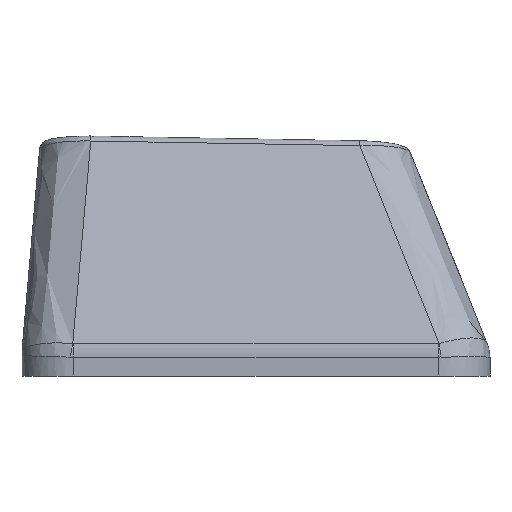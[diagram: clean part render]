
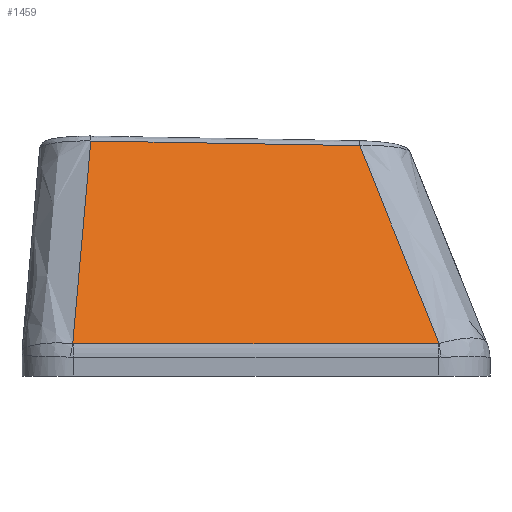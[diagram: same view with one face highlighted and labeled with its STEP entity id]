
A CAD part, left-side view. The second image highlights one B-rep face of the part: STEP entity #1459.
In plain terms, the highlighted free-form (B-spline) face has degree [3, 3] with [4, 4] control points.
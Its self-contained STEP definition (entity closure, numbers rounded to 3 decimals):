
#208=B_SPLINE_SURFACE_WITH_KNOTS('',3,3,((#2802,#2803,#2804,#2805),(#2806,
#2807,#2808,#2809),(#2810,#2811,#2812,#2813),(#2814,#2815,#2816,#2817)),
 .UNSPECIFIED.,.F.,.F.,.F.,(4,4),(4,4),(0.104,0.892),
(0.028,0.97),.UNSPECIFIED.);
#257=FACE_OUTER_BOUND('',#339,.T.);
#339=EDGE_LOOP('',(#1126,#1127,#1128,#1129,#1130,#1131));
#454=B_SPLINE_CURVE_WITH_KNOTS('',3,(#2504,#2505,#2506,#2507),
 .UNSPECIFIED.,.F.,.F.,(4,4),(0.,0.003),
 .UNSPECIFIED.);
#456=B_SPLINE_CURVE_WITH_KNOTS('',3,(#2531,#2532,#2533,#2534),
 .UNSPECIFIED.,.F.,.F.,(4,4),(0.,1.416),.UNSPECIFIED.);
#458=B_SPLINE_CURVE_WITH_KNOTS('',3,(#2558,#2559,#2560,#2561),
 .UNSPECIFIED.,.F.,.F.,(4,4),(0.,0.003),
 .UNSPECIFIED.);
#473=B_SPLINE_CURVE_WITH_KNOTS('',3,(#2819,#2820,#2821,#2822),
 .UNSPECIFIED.,.F.,.F.,(4,4),(0.027,0.904),
 .UNSPECIFIED.);
#474=B_SPLINE_CURVE_WITH_KNOTS('',3,(#2824,#2825,#2826,#2827),
 .UNSPECIFIED.,.F.,.F.,(4,4),(-1.044,0.),
 .UNSPECIFIED.);
#475=B_SPLINE_CURVE_WITH_KNOTS('',3,(#2828,#2829,#2830,#2831),
 .UNSPECIFIED.,.F.,.F.,(4,4),(-0.867,-0.025),
 .UNSPECIFIED.);
#620=VERTEX_POINT('',#2466);
#622=VERTEX_POINT('',#2497);
#624=VERTEX_POINT('',#2524);
#626=VERTEX_POINT('',#2551);
#642=VERTEX_POINT('',#2818);
#643=VERTEX_POINT('',#2823);
#796=EDGE_CURVE('',#620,#622,#454,.T.);
#799=EDGE_CURVE('',#622,#624,#456,.T.);
#802=EDGE_CURVE('',#624,#626,#458,.T.);
#826=EDGE_CURVE('',#642,#620,#473,.T.);
#827=EDGE_CURVE('',#643,#642,#474,.T.);
#828=EDGE_CURVE('',#626,#643,#475,.T.);
#1126=ORIENTED_EDGE('',*,*,#802,.F.);
#1127=ORIENTED_EDGE('',*,*,#799,.F.);
#1128=ORIENTED_EDGE('',*,*,#796,.F.);
#1129=ORIENTED_EDGE('',*,*,#826,.F.);
#1130=ORIENTED_EDGE('',*,*,#827,.F.);
#1131=ORIENTED_EDGE('',*,*,#828,.F.);
#1459=ADVANCED_FACE('',(#257),#208,.T.);
#2466=CARTESIAN_POINT('',(-8.981,-7.107,0.26));
#2497=CARTESIAN_POINT('',(-8.982,-7.081,0.258));
#2504=CARTESIAN_POINT('Ctrl Pts',(-8.981,-7.107,0.26));
#2505=CARTESIAN_POINT('Ctrl Pts',(-8.982,-7.098,0.259));
#2506=CARTESIAN_POINT('Ctrl Pts',(-8.982,-7.089,0.258));
#2507=CARTESIAN_POINT('Ctrl Pts',(-8.982,-7.081,0.258));
#2524=CARTESIAN_POINT('',(-8.986,7.08,0.253));
#2531=CARTESIAN_POINT('Ctrl Pts',(-8.982,-7.081,0.258));
#2532=CARTESIAN_POINT('Ctrl Pts',(-8.984,-2.36,0.256));
#2533=CARTESIAN_POINT('Ctrl Pts',(-8.985,2.36,0.255));
#2534=CARTESIAN_POINT('Ctrl Pts',(-8.986,7.08,0.253));
#2551=CARTESIAN_POINT('',(-8.985,7.111,0.256));
#2558=CARTESIAN_POINT('Ctrl Pts',(-8.986,7.08,0.253));
#2559=CARTESIAN_POINT('Ctrl Pts',(-8.986,7.091,0.253));
#2560=CARTESIAN_POINT('Ctrl Pts',(-8.986,7.101,0.254));
#2561=CARTESIAN_POINT('Ctrl Pts',(-8.985,7.111,0.256));
#2802=CARTESIAN_POINT('Ctrl Pts',(-6.056,-4.415,7.937));
#2803=CARTESIAN_POINT('Ctrl Pts',(-7.033,-5.314,5.374));
#2804=CARTESIAN_POINT('Ctrl Pts',(-8.01,-6.213,2.811));
#2805=CARTESIAN_POINT('Ctrl Pts',(-8.986,-7.111,0.247));
#2806=CARTESIAN_POINT('Ctrl Pts',(-6.056,-0.667,8.));
#2807=CARTESIAN_POINT('Ctrl Pts',(-7.033,-1.235,5.417));
#2808=CARTESIAN_POINT('Ctrl Pts',(-8.01,-1.803,2.833));
#2809=CARTESIAN_POINT('Ctrl Pts',(-8.986,-2.37,0.249));
#2810=CARTESIAN_POINT('Ctrl Pts',(-6.056,3.08,8.063));
#2811=CARTESIAN_POINT('Ctrl Pts',(-7.033,2.844,5.459));
#2812=CARTESIAN_POINT('Ctrl Pts',(-8.01,2.607,2.855));
#2813=CARTESIAN_POINT('Ctrl Pts',(-8.986,2.37,0.251));
#2814=CARTESIAN_POINT('Ctrl Pts',(-6.056,6.828,8.126));
#2815=CARTESIAN_POINT('Ctrl Pts',(-7.033,6.923,5.502));
#2816=CARTESIAN_POINT('Ctrl Pts',(-8.01,7.017,2.878));
#2817=CARTESIAN_POINT('Ctrl Pts',(-8.986,7.111,0.253));
#2818=CARTESIAN_POINT('',(-6.058,-4.026,7.94));
#2819=CARTESIAN_POINT('Ctrl Pts',(-6.058,-4.026,7.94));
#2820=CARTESIAN_POINT('Ctrl Pts',(-7.031,-5.052,5.38));
#2821=CARTESIAN_POINT('Ctrl Pts',(-8.006,-6.079,2.82));
#2822=CARTESIAN_POINT('Ctrl Pts',(-8.981,-7.107,0.26));
#2823=CARTESIAN_POINT('',(-6.056,6.412,8.119));
#2824=CARTESIAN_POINT('Ctrl Pts',(-6.056,6.412,8.119));
#2825=CARTESIAN_POINT('Ctrl Pts',(-6.057,2.933,8.06));
#2826=CARTESIAN_POINT('Ctrl Pts',(-6.057,-0.547,8.));
#2827=CARTESIAN_POINT('Ctrl Pts',(-6.058,-4.026,7.94));
#2828=CARTESIAN_POINT('Ctrl Pts',(-8.985,7.111,0.256));
#2829=CARTESIAN_POINT('Ctrl Pts',(-8.01,6.879,2.877));
#2830=CARTESIAN_POINT('Ctrl Pts',(-7.034,6.646,5.498));
#2831=CARTESIAN_POINT('Ctrl Pts',(-6.056,6.412,8.119));
